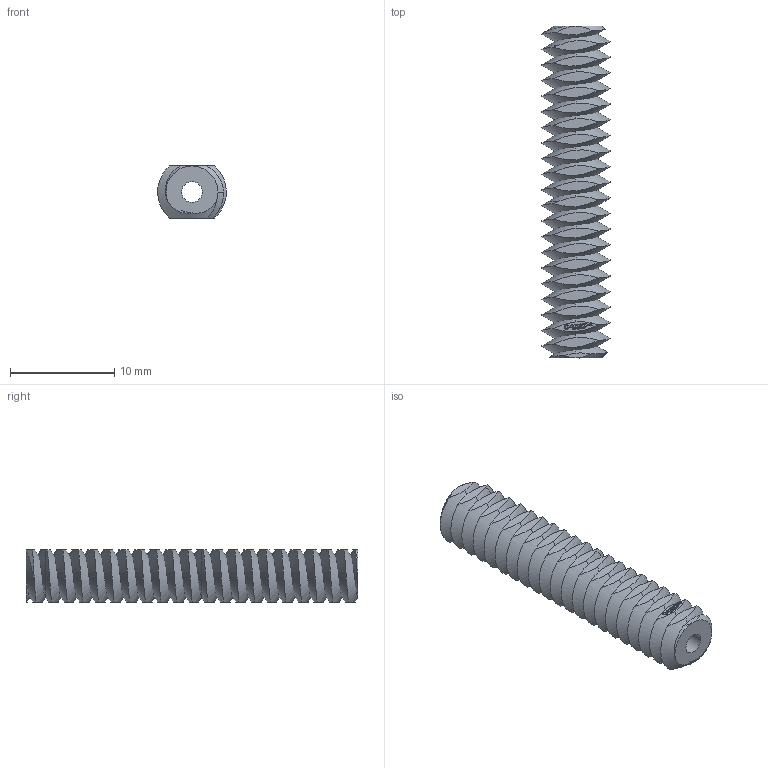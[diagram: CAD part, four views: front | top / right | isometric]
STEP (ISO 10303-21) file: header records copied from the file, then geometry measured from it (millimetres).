
FILE_DESCRIPTION(('FreeCAD Model'),'2;1');
FILE_NAME('Open CASCADE Shape Model','2023-11-29T16:38:33',(''),(''), 'Open CASCADE STEP processor 7.6','FreeCAD','Unknown');
FILE_SCHEMA(('AUTOMOTIVE_DESIGN { 1 0 10303 214 1 1 1 1 }'));
Products named in the file (1): Threaded Rod FL-RH BU01.75 - SPN-THR-0007 (stemfie.org)
Bounding box: 6.6 x 31.88 x 5 mm (x, y, z)
Volume: 579.7 mm3; surface area: 1169.8 mm2
Topology: 1 solids, 1 shells, 540 faces, 1492 edges, 986 vertices
Faces by surface type: plane 352, extrusion 132, bspline 48, cone 7, cylinder 1
Full cylindrical faces by diameter (mm): 2 x1
Entity records: 52449 total; most frequent: CARTESIAN_POINT 24568, DIRECTION 4239, VECTOR 3473, LINE 3341, ORIENTED_EDGE 2984, PCURVE 2984, DEFINITIONAL_REPRESENTATION 2984, EDGE_CURVE 1492
